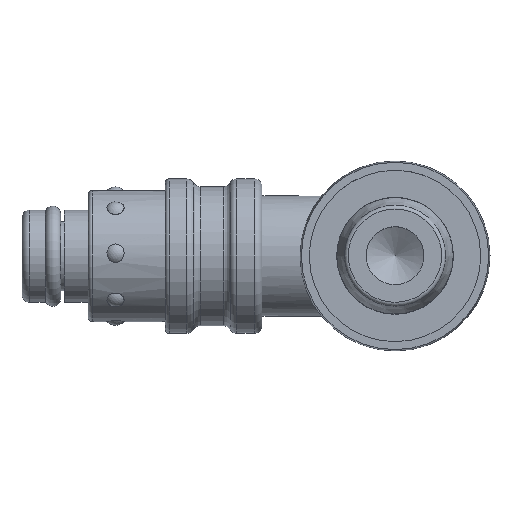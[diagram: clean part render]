
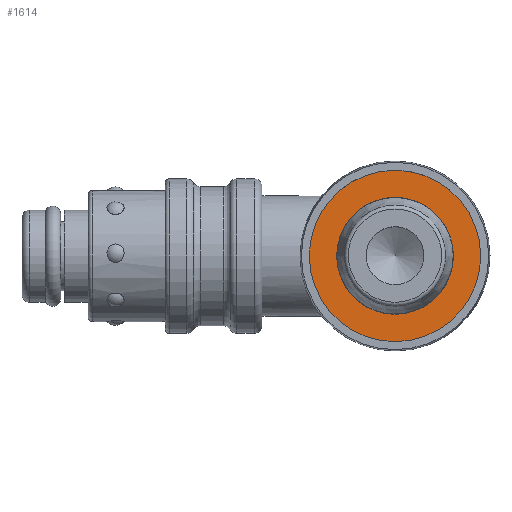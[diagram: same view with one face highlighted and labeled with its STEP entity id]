
A CAD part, top view. The second image highlights one B-rep face of the part: STEP entity #1614.
In plain terms, the highlighted planar face has unit normal (0, 0, 1).
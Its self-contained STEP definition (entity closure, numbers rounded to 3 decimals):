
#103=FACE_BOUND('',#288,.T.);
#125=PLANE('',#1739);
#184=FACE_OUTER_BOUND('',#287,.T.);
#287=EDGE_LOOP('',(#1054));
#288=EDGE_LOOP('',(#1055));
#530=CIRCLE('',#1740,11.1);
#531=CIRCLE('',#1741,7.455);
#659=VERTEX_POINT('',#2499);
#660=VERTEX_POINT('',#2501);
#815=EDGE_CURVE('',#659,#659,#530,.T.);
#816=EDGE_CURVE('',#660,#660,#531,.T.);
#1054=ORIENTED_EDGE('',*,*,#815,.T.);
#1055=ORIENTED_EDGE('',*,*,#816,.T.);
#1614=ADVANCED_FACE('',(#184,#103),#125,.F.);
#1739=AXIS2_PLACEMENT_3D('',#2498,#1982,#1983);
#1740=AXIS2_PLACEMENT_3D('',#2500,#1984,#1985);
#1741=AXIS2_PLACEMENT_3D('',#2502,#1986,#1987);
#1982=DIRECTION('center_axis',(0.,0.,
-1.));
#1983=DIRECTION('ref_axis',(-0.639,-0.77,0.));
#1984=DIRECTION('center_axis',(0.,0.,
1.));
#1985=DIRECTION('ref_axis',(-0.639,-0.77,0.));
#1986=DIRECTION('center_axis',(0.,0.,
-1.));
#1987=DIRECTION('ref_axis',(0.,1.,0.));
#2498=CARTESIAN_POINT('Origin',(48.3,0.,11.4));
#2499=CARTESIAN_POINT('',(55.388,8.542,11.4));
#2500=CARTESIAN_POINT('Origin',(48.3,0.,11.4));
#2501=CARTESIAN_POINT('',(48.3,-7.455,11.4));
#2502=CARTESIAN_POINT('Origin',(48.3,0.,11.4));
